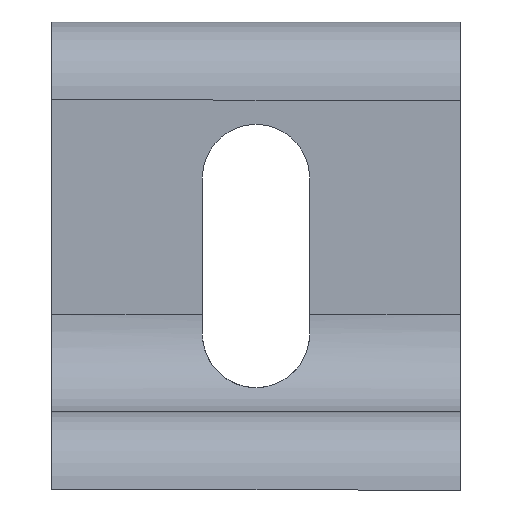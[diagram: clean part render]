
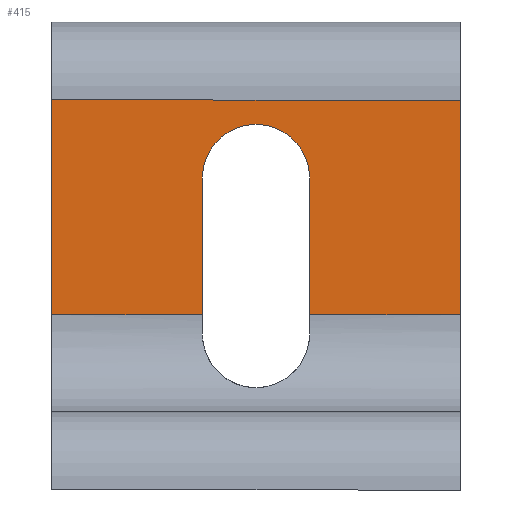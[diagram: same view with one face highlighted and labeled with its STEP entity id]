
A CAD part, front view. The second image highlights one B-rep face of the part: STEP entity #415.
In plain terms, the highlighted planar face has unit normal (0, -1, 0).
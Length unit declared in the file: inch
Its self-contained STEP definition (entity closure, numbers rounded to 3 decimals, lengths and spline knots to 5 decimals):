
#208=CARTESIAN_POINT('',(-0.17188,-0.25,1.));
#209=VERTEX_POINT('',#208);
#210=CARTESIAN_POINT('',(0.17188,-0.25,1.));
#211=VERTEX_POINT('',#210);
#212=CARTESIAN_POINT('',(0.,-0.25,1.));
#213=DIRECTION('',(0.0,1.0,0.0));
#214=DIRECTION('',(0.0,0.0,-1.0));
#215=AXIS2_PLACEMENT_3D('',#212,#213,#214);
#216=CIRCLE('',#215,0.17188);
#217=EDGE_CURVE('',#209,#211,#216,.T.);
#250=CARTESIAN_POINT('',(0.17188,-0.25,0.562));
#251=VERTEX_POINT('',#250);
#252=CARTESIAN_POINT('',(0.17188,-0.25,1.));
#253=DIRECTION('',(0.0,0.0,-1.0));
#254=VECTOR('',#253,0.438);
#255=LINE('',#252,#254);
#256=EDGE_CURVE('',#211,#251,#255,.T.);
#341=CARTESIAN_POINT('',(-0.17188,-0.25,0.562));
#342=VERTEX_POINT('',#341);
#343=CARTESIAN_POINT('',(-0.17188,-0.25,0.562));
#344=DIRECTION('',(0.0,0.0,1.0));
#345=VECTOR('',#344,0.438);
#346=LINE('',#343,#345);
#347=EDGE_CURVE('',#342,#209,#346,.T.);
#367=CARTESIAN_POINT('',(0.655,-0.25,1.25));
#368=DIRECTION('',(0.0,-1.0,0.0));
#369=DIRECTION('',(0.0,0.0,-1.0));
#370=AXIS2_PLACEMENT_3D('',#367,#368,#369);
#371=PLANE('',#370);
#372=ORIENTED_EDGE('',*,*,#347,.T.);
#373=ORIENTED_EDGE('',*,*,#217,.T.);
#374=ORIENTED_EDGE('',*,*,#256,.T.);
#375=CARTESIAN_POINT('',(0.655,-0.25,0.562));
#376=VERTEX_POINT('',#375);
#377=CARTESIAN_POINT('',(0.655,-0.25,0.562));
#378=DIRECTION('',(-1.0,0.0,0.0));
#379=VECTOR('',#378,0.48313);
#380=LINE('',#377,#379);
#381=EDGE_CURVE('',#376,#251,#380,.T.);
#382=ORIENTED_EDGE('',*,*,#381,.F.);
#383=CARTESIAN_POINT('',(0.655,-0.25,1.25));
#384=VERTEX_POINT('',#383);
#385=CARTESIAN_POINT('',(0.655,-0.25,1.25));
#386=DIRECTION('',(0.0,0.0,-1.0));
#387=VECTOR('',#386,0.688);
#388=LINE('',#385,#387);
#389=EDGE_CURVE('',#384,#376,#388,.T.);
#390=ORIENTED_EDGE('',*,*,#389,.F.);
#391=CARTESIAN_POINT('',(-0.655,-0.25,1.25));
#392=VERTEX_POINT('',#391);
#393=CARTESIAN_POINT('',(0.655,-0.25,1.25));
#394=DIRECTION('',(-1.0,0.0,0.0));
#395=VECTOR('',#394,1.31);
#396=LINE('',#393,#395);
#397=EDGE_CURVE('',#384,#392,#396,.T.);
#398=ORIENTED_EDGE('',*,*,#397,.T.);
#399=CARTESIAN_POINT('',(-0.655,-0.25,0.562));
#400=VERTEX_POINT('',#399);
#401=CARTESIAN_POINT('',(-0.655,-0.25,1.25));
#402=DIRECTION('',(0.0,0.0,-1.0));
#403=VECTOR('',#402,0.688);
#404=LINE('',#401,#403);
#405=EDGE_CURVE('',#392,#400,#404,.T.);
#406=ORIENTED_EDGE('',*,*,#405,.T.);
#407=CARTESIAN_POINT('',(-0.17188,-0.25,0.562));
#408=DIRECTION('',(-1.0,0.0,0.0));
#409=VECTOR('',#408,0.48313);
#410=LINE('',#407,#409);
#411=EDGE_CURVE('',#342,#400,#410,.T.);
#412=ORIENTED_EDGE('',*,*,#411,.F.);
#413=EDGE_LOOP('',(#372,#373,#374,#382,#390,#398,#406,#412));
#414=FACE_OUTER_BOUND('',#413,.T.);
#415=ADVANCED_FACE('',(#414),#371,.T.);
